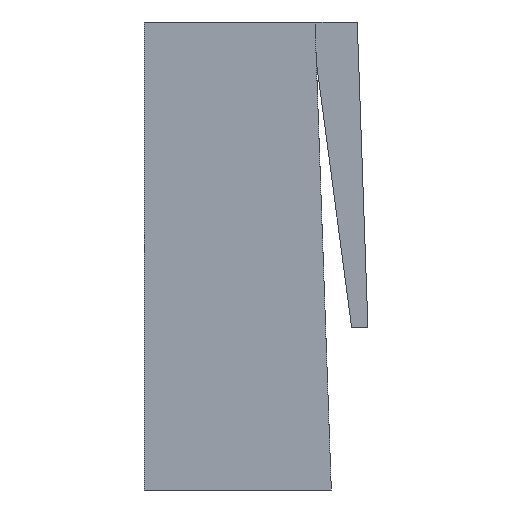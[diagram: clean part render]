
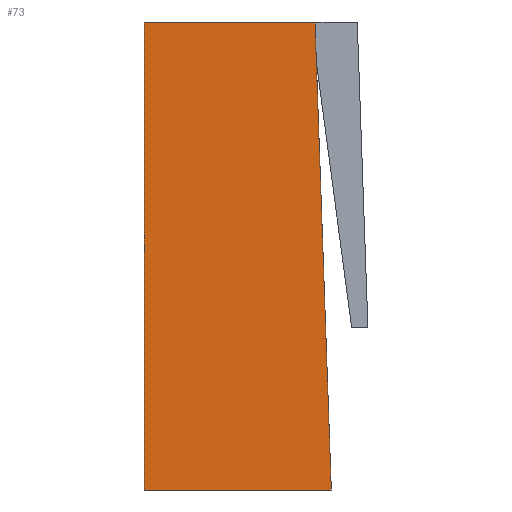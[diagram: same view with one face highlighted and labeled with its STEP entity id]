
A CAD part, left-side view. The second image highlights one B-rep face of the part: STEP entity #73.
In plain terms, the highlighted face is planar.
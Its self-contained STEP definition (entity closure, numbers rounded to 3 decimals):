
#73=ADVANCED_FACE('',(#106),#90,.F.);
#90=PLANE('',#379);
#106=FACE_OUTER_BOUND('',#121,.T.);
#121=EDGE_LOOP('',(#157,#158,#159,#160));
#157=ORIENTED_EDGE('',*,*,#268,.T.);
#158=ORIENTED_EDGE('',*,*,#269,.F.);
#159=ORIENTED_EDGE('',*,*,#270,.F.);
#160=ORIENTED_EDGE('',*,*,#266,.T.);
#235=VERTEX_POINT('',#515);
#236=VERTEX_POINT('',#517);
#237=VERTEX_POINT('',#521);
#238=VERTEX_POINT('',#523);
#266=EDGE_CURVE('',#236,#235,#306,.T.);
#268=EDGE_CURVE('',#235,#237,#308,.T.);
#269=EDGE_CURVE('',#238,#237,#309,.T.);
#270=EDGE_CURVE('',#236,#238,#310,.T.);
#306=LINE('',#516,#345);
#308=LINE('',#520,#347);
#309=LINE('',#522,#348);
#310=LINE('',#524,#349);
#345=VECTOR('',#422,1.);
#347=VECTOR('',#426,1.);
#348=VECTOR('',#427,1.);
#349=VECTOR('',#428,1.);
#379=AXIS2_PLACEMENT_3D('',#525,#429,#430);
#422=DIRECTION('',(0.,1.,0.));
#426=DIRECTION('',(0.,0.,1.));
#427=DIRECTION('',(0.,0.999,0.035));
#428=DIRECTION('',(0.,0.,1.));
#429=DIRECTION('',(-1.,0.,0.));
#430=DIRECTION('',(0.,0.,1.));
#515=CARTESIAN_POINT('',(2.,0.,-0.3));
#516=CARTESIAN_POINT('',(2.,-5.75,-0.3));
#517=CARTESIAN_POINT('',(2.,-5.75,-0.3));
#520=CARTESIAN_POINT('',(2.,0.,0.));
#521=CARTESIAN_POINT('',(2.,0.,2.));
#522=CARTESIAN_POINT('',(2.,0.,2.));
#523=CARTESIAN_POINT('',(2.,-5.75,1.799));
#524=CARTESIAN_POINT('',(2.,-5.75,0.));
#525=CARTESIAN_POINT('',(2.,-5.75,0.));
